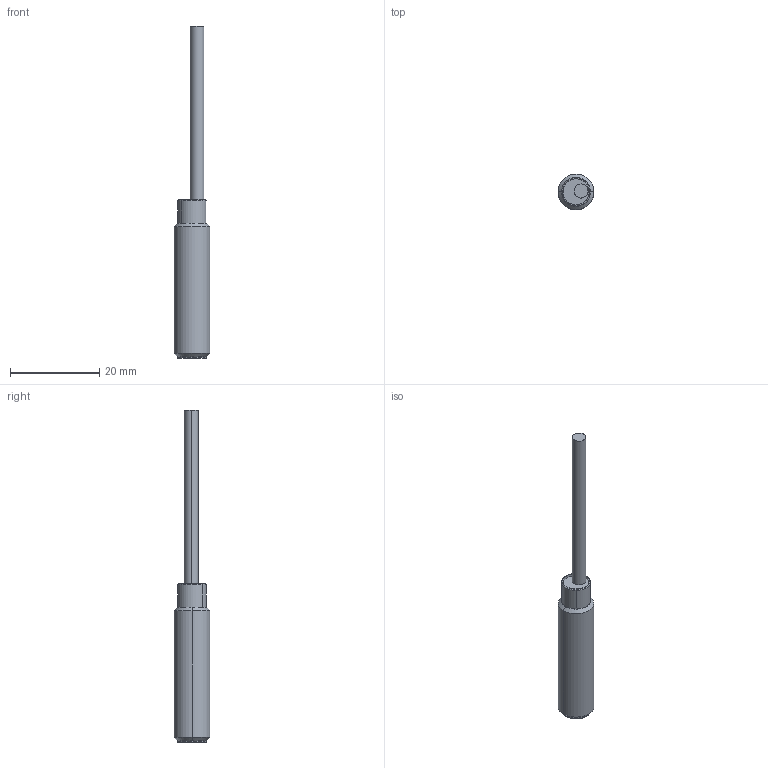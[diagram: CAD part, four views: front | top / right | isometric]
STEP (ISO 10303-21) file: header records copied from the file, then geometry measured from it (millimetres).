
FILE_DESCRIPTION (( 'STEP AP214' ), '1' );
FILE_NAME ('AE6-AP-3A.step', '2018-04-12T18:56:04', ( '' ), ( '' ), 'SwSTEP 2.0', 'SolidWorks 2017', '' );
FILE_SCHEMA (( 'AUTOMOTIVE_DESIGN' ));
Length unit declared in the file: inch
Products named in the file (1): AE6-AP-3A
Bounding box: 8 x 8 x 74.5 mm (x, y, z)
Volume: 1957.5 mm3; surface area: 1489.7 mm2
Topology: 4 solids, 4 shells, 30 faces, 52 edges, 32 vertices
Faces by surface type: cylinder 12, plane 10, bspline 4, cone 4
Entity records: 1231 total; most frequent: CARTESIAN_POINT 187, DIRECTION 134, ORIENTED_EDGE 104, AXIS2_PLACEMENT_3D 59, EDGE_CURVE 52, UNCERTAINTY_MEASURE_WITH_UNIT 36, LENGTH_MEASURE_WITH_UNIT 36, DIMENSIONAL_EXPONENTS 36
